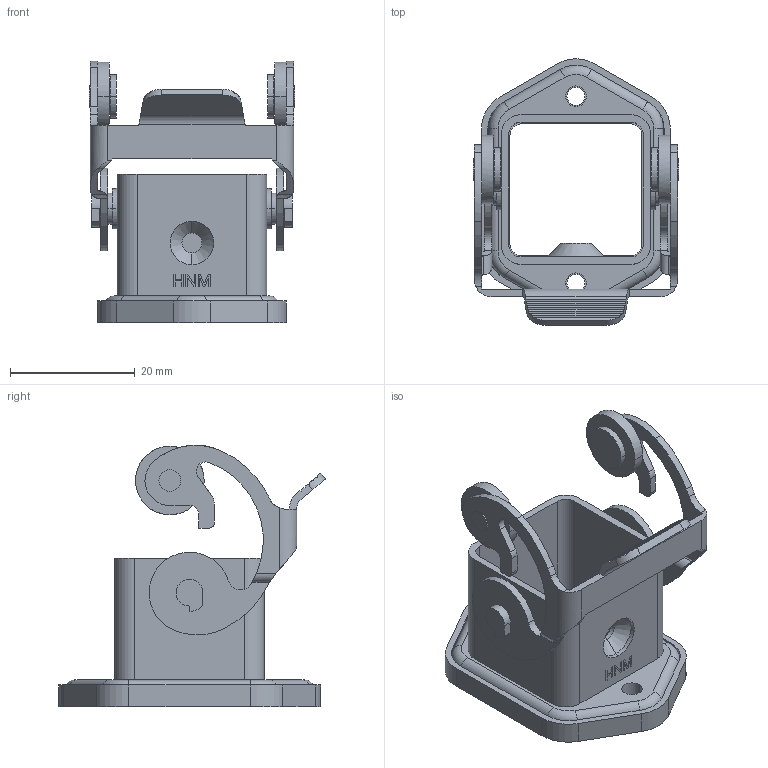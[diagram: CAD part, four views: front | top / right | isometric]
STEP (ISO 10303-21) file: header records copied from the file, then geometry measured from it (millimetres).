
FILE_DESCRIPTION(('Creo Elements/Direct Modeling STEP Export'),'2;1');
FILE_NAME('0ln7uvk5h0nh3l01380','2022-02-01T15:04:29',(''),(''),'Creo Elements/Direct Modeling STEP processor for AP214 (Solid Model)','Creo Elements/Direct Modeling 20.1B 02-Apr-2019 (C) Parametric Technology GmbH','');
FILE_SCHEMA(('AUTOMOTIVE_DESIGN { 1 0 10303 214 1 1 1 1 }'));
Length unit declared in the file: millimetre
Products named in the file (2): RKAX_03_I
Assembly tree (1 placements, depth 2):
  RKAX_03_I
    RKAX_03_I
Bounding box: 33 x 42.81 x 41.96 mm (x, y, z)
Volume: 6204.6 mm3; surface area: 8678.7 mm2
Topology: 1 solids, 1 shells, 308 faces, 836 edges, 557 vertices
Faces by surface type: plane 156, cylinder 143, torus 6, cone 3
Entity records: 12634 total; most frequent: CARTESIAN_POINT 2268, ORIENTED_EDGE 1672, DIRECTION 1634, EDGE_CURVE 836, AXIS2_PLACEMENT_3D 567, VERTEX_POINT 557, VECTOR 500, LINE 500
